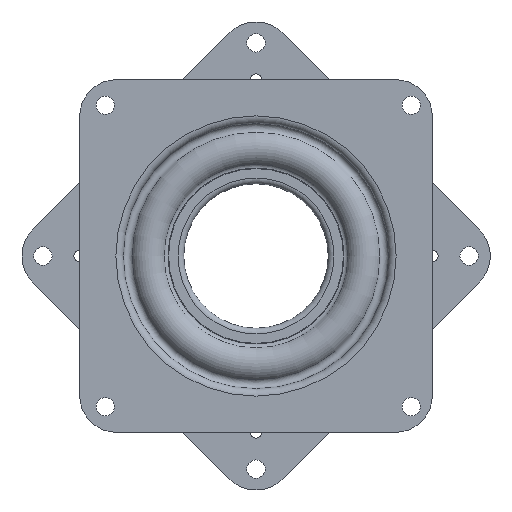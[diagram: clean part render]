
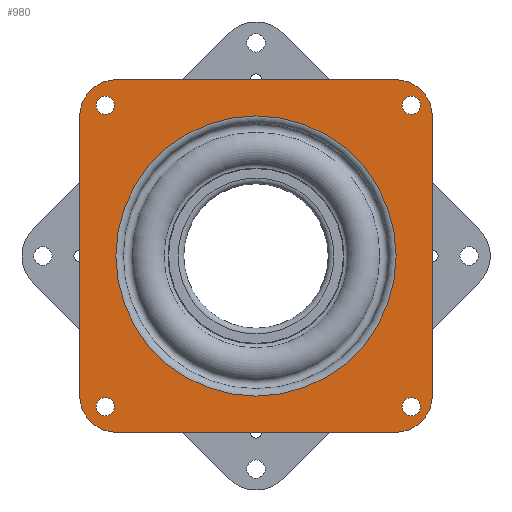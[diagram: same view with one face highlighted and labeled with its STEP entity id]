
A CAD part, left-side view. The second image highlights one B-rep face of the part: STEP entity #980.
In plain terms, the highlighted planar face has unit normal (-1, 0, 0).
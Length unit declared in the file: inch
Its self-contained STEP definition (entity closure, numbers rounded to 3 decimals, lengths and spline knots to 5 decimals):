
#22=LINE($,#1602,#54);
#29=LINE($,#1617,#61);
#30=LINE($,#1619,#62);
#31=LINE($,#1620,#63);
#54=VECTOR($,#1281,2.374);
#61=VECTOR($,#1298,2.374);
#62=VECTOR($,#1301,2.374);
#63=VECTOR($,#1302,2.374);
#90=PLANE($,#1083);
#149=FACE_BOUND($,#318,.T.);
#150=FACE_BOUND($,#319,.T.);
#151=FACE_BOUND($,#320,.T.);
#152=FACE_BOUND($,#321,.T.);
#153=FACE_BOUND($,#322,.T.);
#154=FACE_BOUND($,#323,.T.);
#318=EDGE_LOOP($,(#779));
#319=EDGE_LOOP($,(#780));
#320=EDGE_LOOP($,(#781));
#321=EDGE_LOOP($,(#782));
#322=EDGE_LOOP($,(#783));
#323=EDGE_LOOP($,(#784,#785,#786,#787,#788,#789,#790,#791));
#424=CIRCLE($,#1034,0.078);
#426=CIRCLE($,#1037,0.078);
#428=CIRCLE($,#1040,0.078);
#430=CIRCLE($,#1043,0.078);
#435=CIRCLE($,#1051,1.19173);
#445=CIRCLE($,#1070,0.313);
#447=CIRCLE($,#1073,0.313);
#449=CIRCLE($,#1076,0.313);
#451=CIRCLE($,#1080,0.313);
#504=VERTEX_POINT($,#1519);
#506=VERTEX_POINT($,#1524);
#508=VERTEX_POINT($,#1529);
#510=VERTEX_POINT($,#1534);
#515=VERTEX_POINT($,#1547);
#526=VERTEX_POINT($,#1577);
#527=VERTEX_POINT($,#1579);
#530=VERTEX_POINT($,#1586);
#531=VERTEX_POINT($,#1588);
#534=VERTEX_POINT($,#1595);
#535=VERTEX_POINT($,#1597);
#536=VERTEX_POINT($,#1601);
#539=VERTEX_POINT($,#1609);
#600=EDGE_CURVE($,#504,#504,#424,.T.);
#602=EDGE_CURVE($,#506,#506,#426,.T.);
#604=EDGE_CURVE($,#508,#508,#428,.T.);
#606=EDGE_CURVE($,#510,#510,#430,.T.);
#611=EDGE_CURVE($,#515,#515,#435,.T.);
#622=EDGE_CURVE($,#526,#527,#445,.T.);
#626=EDGE_CURVE($,#530,#531,#447,.T.);
#630=EDGE_CURVE($,#534,#535,#449,.T.);
#632=EDGE_CURVE($,#535,#536,#22,.T.);
#636=EDGE_CURVE($,#536,#539,#451,.T.);
#641=EDGE_CURVE($,#527,#534,#29,.T.);
#642=EDGE_CURVE($,#539,#530,#30,.T.);
#643=EDGE_CURVE($,#531,#526,#31,.T.);
#779=ORIENTED_EDGE($,*,*,#600,.T.);
#780=ORIENTED_EDGE($,*,*,#602,.T.);
#781=ORIENTED_EDGE($,*,*,#604,.T.);
#782=ORIENTED_EDGE($,*,*,#606,.T.);
#783=ORIENTED_EDGE($,*,*,#611,.T.);
#784=ORIENTED_EDGE($,*,*,#642,.F.);
#785=ORIENTED_EDGE($,*,*,#636,.F.);
#786=ORIENTED_EDGE($,*,*,#632,.F.);
#787=ORIENTED_EDGE($,*,*,#630,.F.);
#788=ORIENTED_EDGE($,*,*,#641,.F.);
#789=ORIENTED_EDGE($,*,*,#622,.F.);
#790=ORIENTED_EDGE($,*,*,#643,.F.);
#791=ORIENTED_EDGE($,*,*,#626,.F.);
#980=ADVANCED_FACE($,(#149,#150,#151,#152,#153,#154),#90,.F.);
#1034=AXIS2_PLACEMENT_3D($,#1520,#1187,#1188);
#1037=AXIS2_PLACEMENT_3D($,#1525,#1193,#1194);
#1040=AXIS2_PLACEMENT_3D($,#1530,#1199,#1200);
#1043=AXIS2_PLACEMENT_3D($,#1535,#1205,#1206);
#1051=AXIS2_PLACEMENT_3D($,#1548,#1221,#1222);
#1070=AXIS2_PLACEMENT_3D($,#1580,#1260,#1261);
#1073=AXIS2_PLACEMENT_3D($,#1589,#1268,#1269);
#1076=AXIS2_PLACEMENT_3D($,#1598,#1276,#1277);
#1080=AXIS2_PLACEMENT_3D($,#1610,#1288,#1289);
#1083=AXIS2_PLACEMENT_3D($,#1618,#1299,#1300);
#1187=DIRECTION('center_axis',(1.,0.,0.));
#1188=DIRECTION('ref_axis',(0.,0.,-1.));
#1193=DIRECTION('center_axis',(1.,0.,0.));
#1194=DIRECTION('ref_axis',(0.,0.,-1.));
#1199=DIRECTION('center_axis',(1.,0.,0.));
#1200=DIRECTION('ref_axis',(0.,0.,-1.));
#1205=DIRECTION('center_axis',(1.,0.,0.));
#1206=DIRECTION('ref_axis',(0.,0.,-1.));
#1221=DIRECTION('center_axis',(1.,0.,0.));
#1222=DIRECTION('ref_axis',(0.,1.,0.));
#1260=DIRECTION('center_axis',(1.,0.,0.));
#1261=DIRECTION('ref_axis',(0.,0.707,0.707));
#1268=DIRECTION('center_axis',(1.,0.,0.));
#1269=DIRECTION('ref_axis',(0.,0.707,-0.707));
#1276=DIRECTION('center_axis',(1.,0.,0.));
#1277=DIRECTION('ref_axis',(0.,-0.707,0.707));
#1281=DIRECTION($,(0.,0.,-1.));
#1288=DIRECTION('center_axis',(1.,0.,0.));
#1289=DIRECTION('ref_axis',(0.,-0.707,-0.707));
#1298=DIRECTION($,(0.,-1.,0.));
#1299=DIRECTION('center_axis',(1.,0.,0.));
#1300=DIRECTION('ref_axis',(0.,0.,-1.));
#1301=DIRECTION($,(0.,1.,0.));
#1302=DIRECTION($,(0.,0.,1.));
#1519=CARTESIAN_POINT('',(1.55637,-7.56262,-1.2035));
#1520=CARTESIAN_POINT('Origin',(1.55637,-7.56262,-1.2815));
#1524=CARTESIAN_POINT('',(1.55637,-7.56262,1.3595));
#1525=CARTESIAN_POINT('Origin',(1.55637,-7.56262,1.2815));
#1529=CARTESIAN_POINT('',(1.55637,-4.95941,1.3595));
#1530=CARTESIAN_POINT('Origin',(1.55637,-4.95941,1.2815));
#1534=CARTESIAN_POINT('',(1.55637,-4.95941,-1.2035));
#1535=CARTESIAN_POINT('Origin',(1.55637,-4.95941,-1.2815));
#1547=CARTESIAN_POINT('',(1.55637,-5.04919,0.));
#1548=CARTESIAN_POINT('Origin',(1.55637,-6.24091,0.));
#1577=CARTESIAN_POINT('',(1.55637,-4.74091,1.187));
#1579=CARTESIAN_POINT('',(1.55637,-5.05391,1.5));
#1580=CARTESIAN_POINT('Origin',(1.55637,-5.05391,1.187));
#1586=CARTESIAN_POINT('',(1.55637,-5.05391,-1.5));
#1588=CARTESIAN_POINT('',(1.55637,-4.74091,-1.187));
#1589=CARTESIAN_POINT('Origin',(1.55637,-5.05391,-1.187));
#1595=CARTESIAN_POINT('',(1.55637,-7.42791,1.5));
#1597=CARTESIAN_POINT('',(1.55637,-7.74091,1.187));
#1598=CARTESIAN_POINT('Origin',(1.55637,-7.42791,1.187));
#1601=CARTESIAN_POINT('',(1.55637,-7.74091,-1.187));
#1602=CARTESIAN_POINT($,(1.55637,-7.74091,1.5));
#1609=CARTESIAN_POINT('',(1.55637,-7.42791,-1.5));
#1610=CARTESIAN_POINT('Origin',(1.55637,-7.42791,-1.187));
#1617=CARTESIAN_POINT($,(1.55637,-4.74091,1.5));
#1618=CARTESIAN_POINT('Origin',(1.55637,-6.24091,0.));
#1619=CARTESIAN_POINT($,(1.55637,-7.74091,-1.5));
#1620=CARTESIAN_POINT($,(1.55637,-4.74091,-1.5));
